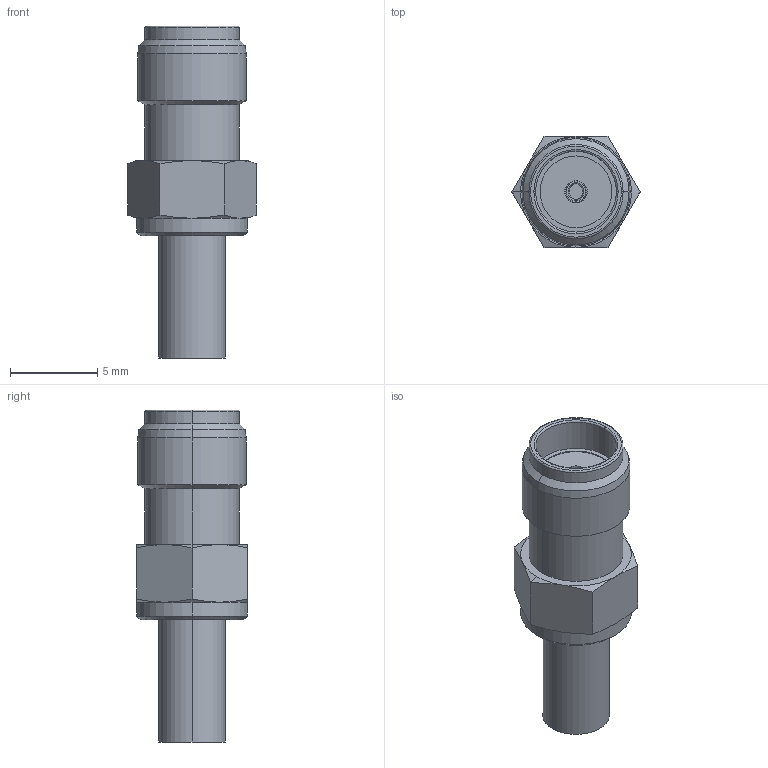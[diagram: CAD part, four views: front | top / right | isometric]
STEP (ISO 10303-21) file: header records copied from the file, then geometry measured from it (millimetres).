
FILE_DESCRIPTION (( 'STEP AP214' ), '1' );
FILE_NAME ('J01151A0059.STEP', '2018-11-12T14:40:06', ( '' ), ( '' ), 'SwSTEP 2.0', 'SolidWorks 2017', '' );
FILE_SCHEMA (( 'AUTOMOTIVE_DESIGN' ));
Length unit declared in the file: millimetre
Products named in the file (1): J01151A0059
Bounding box: 7.33 x 6.35 x 19 mm (x, y, z)
Volume: 363.4 mm3; surface area: 491.8 mm2
Topology: 1 solids, 1 shells, 80 faces, 169 edges, 101 vertices
Faces by surface type: cylinder 26, cone 26, plane 22, torus 6
Entity records: 3049 total; most frequent: CARTESIAN_POINT 455, DIRECTION 378, ORIENTED_EDGE 338, EDGE_CURVE 169, AXIS2_PLACEMENT_3D 160, VERTEX_POINT 101, EDGE_LOOP 90, ADVANCED_FACE 80
